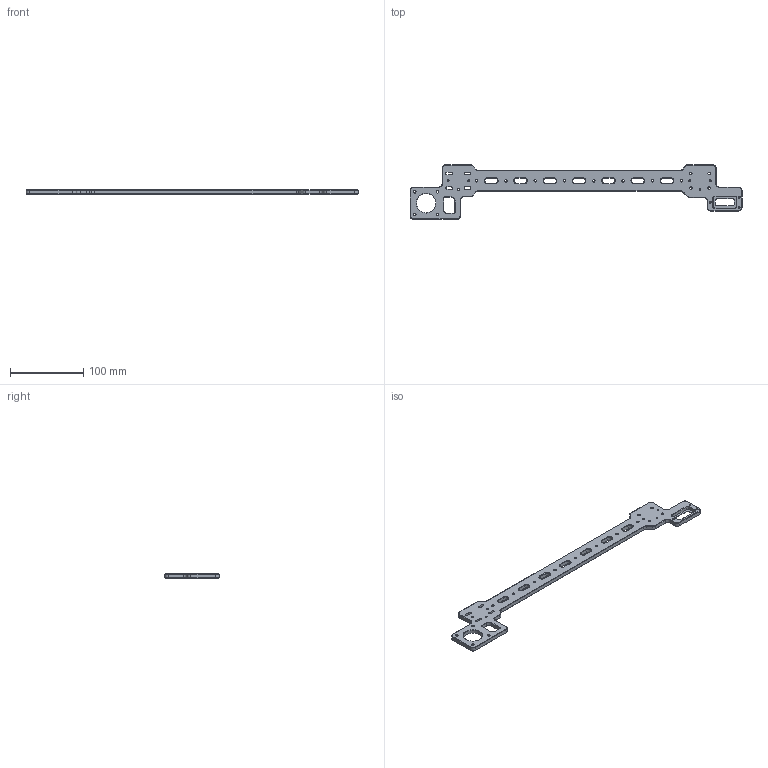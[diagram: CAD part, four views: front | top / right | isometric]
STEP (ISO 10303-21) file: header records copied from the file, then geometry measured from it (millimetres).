
FILE_DESCRIPTION(/* description */ (''),/* implementation_level */ '2;1');
FILE_NAME(/* name */ 'x-axis_aluminum_plate.step',/* time_stamp */ '2021-02-28T13:49:56+07:00',/* author */ (''),/* organization */ (''),/* preprocessor_version */ 'ST-DEVELOPER v18.1',/* originating_system */ 'Autodesk Translation Framework v9.7.0.1280',/* authorisation */ '');
FILE_SCHEMA (('AUTOMOTIVE_DESIGN { 1 0 10303 214 3 1 1 }'));
Length unit declared in the file: millimetre
Products named in the file (2): X-Axis Aluminum Plate; X-Axis Plate
Assembly tree (1 placements, depth 2):
  X-Axis Aluminum Plate
    X-Axis Plate
Bounding box: 453.4 x 74.58 x 6 mm (x, y, z)
Volume: 80686.3 mm3; surface area: 38241.9 mm2
Topology: 1 solids, 1 shells, 309 faces, 749 edges, 443 vertices
Faces by surface type: plane 143, cone 86, cylinder 80
Full cylindrical faces by diameter (mm): 2.529 x9, 3.332 x8, 3.4 x8, 26 x1
Entity records: 9074 total; most frequent: DIRECTION 1620, CARTESIAN_POINT 1504, ORIENTED_EDGE 1498, EDGE_CURVE 749, AXIS2_PLACEMENT_3D 559, LINE 502, VECTOR 502, VERTEX_POINT 443
